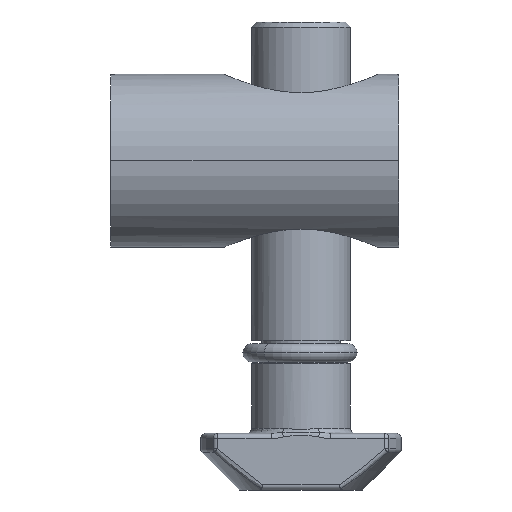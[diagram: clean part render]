
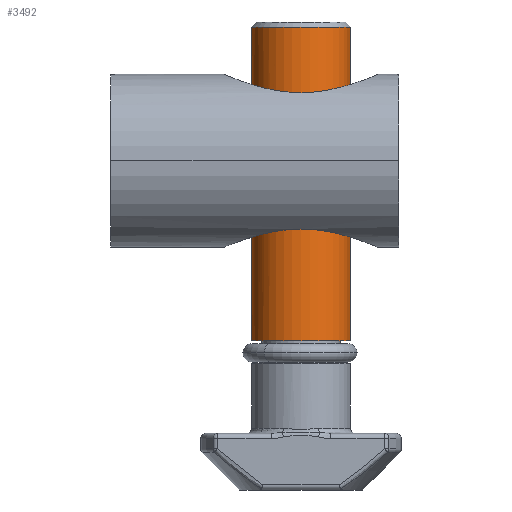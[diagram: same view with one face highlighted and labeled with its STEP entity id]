
A CAD part, left-side view. The second image highlights one B-rep face of the part: STEP entity #3492.
In plain terms, the highlighted cylindrical face has radius 4.8 mm (diameter 9.6 mm), a partial arc.
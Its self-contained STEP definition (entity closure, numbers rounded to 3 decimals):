
#85 = VERTEX_POINT ( 'NONE', #548 ) ;
#120 = EDGE_CURVE ( 'NONE', #263, #3535, #617, .T. ) ;
#130 = EDGE_LOOP ( 'NONE', ( #3466, #3315, #3314, #3310, #3308, #3491, #3453 ) ) ;
#231 = EDGE_CURVE ( 'NONE', #261, #263, #851, .T. ) ;
#253 = EDGE_CURVE ( 'NONE', #254, #267, #861, .T. ) ;
#254 = VERTEX_POINT ( 'NONE', #878 ) ;
#261 = VERTEX_POINT ( 'NONE', #907 ) ;
#263 = VERTEX_POINT ( 'NONE', #892 ) ;
#267 = VERTEX_POINT ( 'NONE', #893 ) ;
#548 = CARTESIAN_POINT ( 'NONE',  ( 0., 31., 4.8 ) ) ;
#600 = CARTESIAN_POINT ( 'NONE',  ( 2.236, 18.324, -4.253 ) ) ;
#601 = CARTESIAN_POINT ( 'NONE',  ( 2.609, 17.814, -4.035 ) ) ;
#602 = CARTESIAN_POINT ( 'NONE',  ( 2.771, 17.542, -3.923 ) ) ;
#603 = CARTESIAN_POINT ( 'NONE',  ( 3.052, 16.982, -3.709 ) ) ;
#604 = CARTESIAN_POINT ( 'NONE',  ( 3.172, 16.692, -3.605 ) ) ;
#605 = CARTESIAN_POINT ( 'NONE',  ( 3.379, 16.09, -3.412 ) ) ;
#606 = CARTESIAN_POINT ( 'NONE',  ( 3.465, 15.778, -3.323 ) ) ;
#607 = CARTESIAN_POINT ( 'NONE',  ( 3.601, 15.145, -3.175 ) ) ;
#608 = CARTESIAN_POINT ( 'NONE',  ( 3.653, 14.823, -3.115 ) ) ;
#613 = CARTESIAN_POINT ( 'NONE',  ( 3.721, 14.169, -3.032 ) ) ;
#614 = CARTESIAN_POINT ( 'NONE',  ( 3.739, 13.832, -3.01 ) ) ;
#615 = CARTESIAN_POINT ( 'NONE',  ( 3.739, 13.5, -3.01 ) ) ;
#617 = B_SPLINE_CURVE_WITH_KNOTS ( 'NONE', 3,
 ( #615, #614, #613, #608, #607, #606, #605, #604, #603, #602, #601, #600, #662, #661, #660, #659, #658, #657, #656, #655 ),
 .UNSPECIFIED., .F., .F.,
 ( 4, 2, 2, 2, 2, 2, 2, 2, 2, 4 ),
 ( 0.01, 0.011, 0.012, 0.013, 0.014, 0.015, 0.016, 0.017, 0.018, 0.018 ),
 .UNSPECIFIED. ) ;
#655 = CARTESIAN_POINT ( 'NONE',  ( 0., 19.5, -4.8 ) ) ;
#656 = CARTESIAN_POINT ( 'NONE',  ( 0.167, 19.5, -4.8 ) ) ;
#657 = CARTESIAN_POINT ( 'NONE',  ( 0.336, 19.481, -4.791 ) ) ;
#658 = CARTESIAN_POINT ( 'NONE',  ( 0.66, 19.411, -4.757 ) ) ;
#659 = CARTESIAN_POINT ( 'NONE',  ( 0.818, 19.36, -4.732 ) ) ;
#660 = CARTESIAN_POINT ( 'NONE',  ( 1.274, 19.163, -4.638 ) ) ;
#661 = CARTESIAN_POINT ( 'NONE',  ( 1.542, 18.983, -4.553 ) ) ;
#662 = CARTESIAN_POINT ( 'NONE',  ( 2.026, 18.561, -4.359 ) ) ;
#826 = CARTESIAN_POINT ( 'NONE',  ( 3.739, 13.5, -3.01 ) ) ;
#827 = CARTESIAN_POINT ( 'NONE',  ( 3.739, 13.167, -3.01 ) ) ;
#828 = CARTESIAN_POINT ( 'NONE',  ( 3.722, 12.838, -3.032 ) ) ;
#829 = CARTESIAN_POINT ( 'NONE',  ( 3.653, 12.183, -3.114 ) ) ;
#830 = CARTESIAN_POINT ( 'NONE',  ( 3.602, 11.856, -3.175 ) ) ;
#831 = CARTESIAN_POINT ( 'NONE',  ( 3.396, 10.904, -3.398 ) ) ;
#832 = CARTESIAN_POINT ( 'NONE',  ( 3.196, 10.306, -3.599 ) ) ;
#833 = CARTESIAN_POINT ( 'NONE',  ( 2.772, 9.459, -3.923 ) ) ;
#834 = CARTESIAN_POINT ( 'NONE',  ( 2.609, 9.186, -4.035 ) ) ;
#835 = CARTESIAN_POINT ( 'NONE',  ( 2.238, 8.68, -4.252 ) ) ;
#836 = CARTESIAN_POINT ( 'NONE',  ( 2.028, 8.441, -4.358 ) ) ;
#837 = CARTESIAN_POINT ( 'NONE',  ( 1.665, 8.124, -4.504 ) ) ;
#838 = CARTESIAN_POINT ( 'NONE',  ( 1.538, 8.027, -4.549 ) ) ;
#839 = CARTESIAN_POINT ( 'NONE',  ( 1.267, 7.851, -4.632 ) ) ;
#840 = CARTESIAN_POINT ( 'NONE',  ( 1.123, 7.772, -4.669 ) ) ;
#841 = CARTESIAN_POINT ( 'NONE',  ( 0.819, 7.64, -4.732 ) ) ;
#842 = CARTESIAN_POINT ( 'NONE',  ( 0.662, 7.589, -4.757 ) ) ;
#847 = CARTESIAN_POINT ( 'NONE',  ( 0.335, 7.518, -4.791 ) ) ;
#848 = CARTESIAN_POINT ( 'NONE',  ( 0.166, 7.5, -4.8 ) ) ;
#849 = CARTESIAN_POINT ( 'NONE',  ( 0., 7.5, -4.8 ) ) ;
#851 = B_SPLINE_CURVE_WITH_KNOTS ( 'NONE', 3,
 ( #849, #848, #847, #842, #841, #840, #839, #838, #837, #836, #835, #834, #833, #832, #831, #830, #829, #828, #827, #826 ),
 .UNSPECIFIED., .F., .F.,
 ( 4, 2, 2, 2, 2, 2, 2, 2, 2, 4 ),
 ( 0.002, 0.003, 0.003, 0.004, 0.004, 0.005, 0.006, 0.008, 0.009, 0.01 ),
 .UNSPECIFIED. ) ;
#854 = AXIS2_PLACEMENT_3D ( 'NONE', #906, #905, #904 ) ;
#861 = CIRCLE ( 'NONE', #854, 4.8 ) ;
#878 = CARTESIAN_POINT ( 'NONE',  ( 0., 0.5, 4.8 ) ) ;
#892 = CARTESIAN_POINT ( 'NONE',  ( 3.739, 13.5, -3.01 ) ) ;
#893 = CARTESIAN_POINT ( 'NONE',  ( 0., 0.5, -4.8 ) ) ;
#904 = DIRECTION ( 'NONE',  ( 0., 0., -1. ) ) ;
#905 = DIRECTION ( 'NONE',  ( 0., 1., 0. ) ) ;
#906 = CARTESIAN_POINT ( 'NONE',  ( 0., 0.5, 0. ) ) ;
#907 = CARTESIAN_POINT ( 'NONE',  ( 0., 7.5, -4.8 ) ) ;
#1213 = CIRCLE ( 'NONE', #1218, 4.8 ) ;
#1214 = CARTESIAN_POINT ( 'NONE',  ( 0., 31., 0. ) ) ;
#1215 = VECTOR ( 'NONE', #1260, 1000. ) ;
#1216 = CARTESIAN_POINT ( 'NONE',  ( 0., 0., -4.8 ) ) ;
#1217 = LINE ( 'NONE', #1216, #1215 ) ;
#1218 = AXIS2_PLACEMENT_3D ( 'NONE', #1214, #1227, #1264 ) ;
#1227 = DIRECTION ( 'NONE',  ( 0., -1., 0. ) ) ;
#1260 = DIRECTION ( 'NONE',  ( 0., -1., 0. ) ) ;
#1261 = DIRECTION ( 'NONE',  ( 0., -1., 0. ) ) ;
#1262 = VECTOR ( 'NONE', #1261, 1000. ) ;
#1263 = CARTESIAN_POINT ( 'NONE',  ( 0., 0., 4.8 ) ) ;
#1264 = DIRECTION ( 'NONE',  ( 0., 0., -1. ) ) ;
#1265 = LINE ( 'NONE', #1263, #1262 ) ;
#1332 = DIRECTION ( 'NONE',  ( 0., -1., 0. ) ) ;
#1333 = VECTOR ( 'NONE', #1332, 1000. ) ;
#1334 = CARTESIAN_POINT ( 'NONE',  ( 0., 0., -4.8 ) ) ;
#1335 = LINE ( 'NONE', #1334, #1333 ) ;
#1575 = CYLINDRICAL_SURFACE ( 'NONE', #1623, 4.8 ) ;
#1577 = DIRECTION ( 'NONE',  ( 0., 0., -1. ) ) ;
#1599 = FACE_OUTER_BOUND ( 'NONE', #130, .T. ) ;
#1618 = CARTESIAN_POINT ( 'NONE',  ( 0., 0., 0. ) ) ;
#1623 = AXIS2_PLACEMENT_3D ( 'NONE', #1618, #1624, #1577 ) ;
#1624 = DIRECTION ( 'NONE',  ( 0., -1., 0. ) ) ;
#1636 = CARTESIAN_POINT ( 'NONE',  ( 0., 31., -4.8 ) ) ;
#1670 = CARTESIAN_POINT ( 'NONE',  ( 0., 19.5, -4.8 ) ) ;
#3308 = ORIENTED_EDGE ( 'NONE', *, *, #231, .T. ) ;
#3309 = EDGE_CURVE ( 'NONE', #3523, #85, #1213, .T. ) ;
#3310 = ORIENTED_EDGE ( 'NONE', *, *, #3311, .F. ) ;
#3311 = EDGE_CURVE ( 'NONE', #261, #267, #1217, .T. ) ;
#3314 = ORIENTED_EDGE ( 'NONE', *, *, #253, .T. ) ;
#3315 = ORIENTED_EDGE ( 'NONE', *, *, #3316, .T. ) ;
#3316 = EDGE_CURVE ( 'NONE', #85, #254, #1265, .T. ) ;
#3346 = EDGE_CURVE ( 'NONE', #3523, #3535, #1335, .T. ) ;
#3453 = ORIENTED_EDGE ( 'NONE', *, *, #3346, .F. ) ;
#3466 = ORIENTED_EDGE ( 'NONE', *, *, #3309, .T. ) ;
#3491 = ORIENTED_EDGE ( 'NONE', *, *, #120, .T. ) ;
#3492 = ADVANCED_FACE ( 'NONE', ( #1599 ), #1575, .T. ) ;
#3523 = VERTEX_POINT ( 'NONE', #1636 ) ;
#3535 = VERTEX_POINT ( 'NONE', #1670 ) ;
